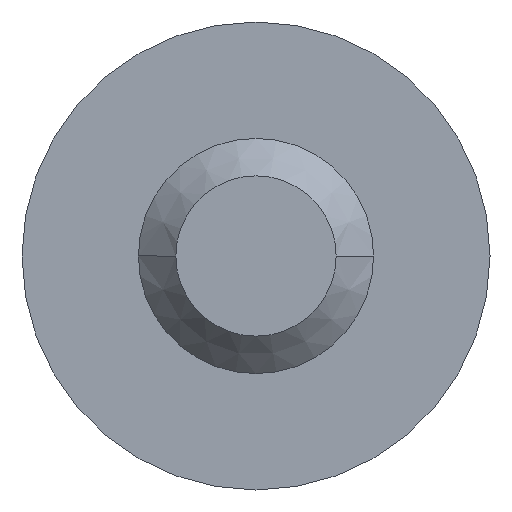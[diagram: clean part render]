
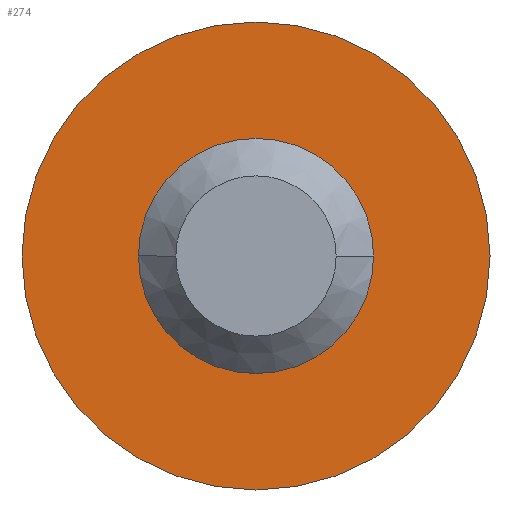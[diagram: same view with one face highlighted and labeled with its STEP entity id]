
A CAD part, front view. The second image highlights one B-rep face of the part: STEP entity #274.
In plain terms, the highlighted planar face has unit normal (0, -1, 0).
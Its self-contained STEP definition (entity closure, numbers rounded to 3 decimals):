
#123=CARTESIAN_POINT('POINT9',(-0.093,0.02,
   0.));
#124=VERTEX_POINT('VERTEX9',#123);
#132=CARTESIAN_POINT('POINT10',(0.282,0.02,
   0.));
#133=VERTEX_POINT('VERTEX10',#132);
#140=CARTESIAN_POINT('POS15',(0.094,0.02,0.));
#141=DIRECTION('DIR23',(0.,-1.,0.));
#142=DIRECTION('DIR24',(-1.,0.,0.));
#143=AXIS2_PLACEMENT_3D('AXIS9',#140,#141,#142);
#144=CIRCLE('ELLIPSE5',#143,0.188);
#145=EDGE_CURVE('EDGE15',#124,#133,#144,.T.);
#156=EDGE_CURVE('EDGE16',#133,#124,#144,.T.);
#246=CARTESIAN_POINT('POINT17',(0.,0.02,0.)
   );
#247=VERTEX_POINT('VERTEX17',#246);
#248=CARTESIAN_POINT('POINT18',(0.094,0.02,-0.094));
#249=VERTEX_POINT('VERTEX18',#248);
#250=CARTESIAN_POINT('POS25',(0.094,0.02,0.));
#251=DIRECTION('DIR41',(0.,-1.,0.));
#252=DIRECTION('DIR42',(-1.,0.,0.));
#253=AXIS2_PLACEMENT_3D('AXIS17',#250,#251,#252);
#254=CIRCLE('ELLIPSE10',#253,0.094);
#255=EDGE_CURVE('EDGE26',#247,#249,#254,.T.);
#256=ORIENTED_EDGE('COEDGE44',*,*,#255,.F.);
#257=CARTESIAN_POINT('POINT19',(0.094,0.02,0.094));
#258=VERTEX_POINT('VERTEX19',#257);
#259=EDGE_CURVE('EDGE27',#258,#247,#254,.T.);
#260=ORIENTED_EDGE('COEDGE45',*,*,#259,.F.);
#261=EDGE_CURVE('EDGE28',#249,#258,#254,.T.);
#262=ORIENTED_EDGE('COEDGE46',*,*,#261,.F.);
#263=EDGE_LOOP('NONE',(#256,#260,#262));
#264=FACE_BOUND('LOOP1',#263,.T.);
#265=ORIENTED_EDGE('COEDGE47',*,*,#156,.T.);
#266=ORIENTED_EDGE('COEDGE48',*,*,#145,.T.);
#267=EDGE_LOOP('NONE',(#265,#266));
#268=FACE_BOUND('LOOP1',#267,.T.);
#269=CARTESIAN_POINT('POS26',(0.094,0.02,0.));
#270=DIRECTION('DIR43',(0.,-1.,0.));
#271=DIRECTION('DIR44',(1.,0.,0.));
#272=AXIS2_PLACEMENT_3D('AXIS18',#269,#270,#271);
#273=PLANE('PLANE3',#272);
#274=ADVANCED_FACE('FACE12',(#264,#268),#273,.T.);
